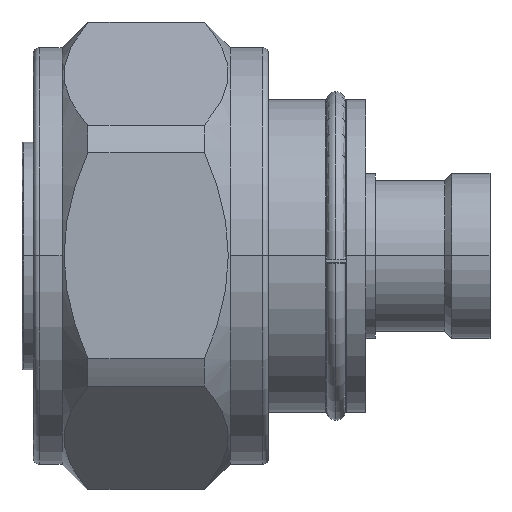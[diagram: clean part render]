
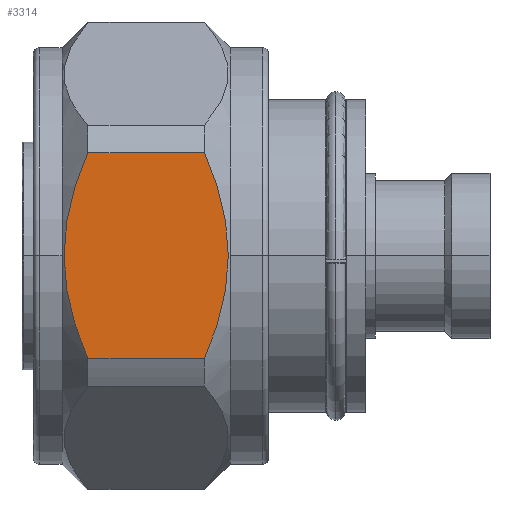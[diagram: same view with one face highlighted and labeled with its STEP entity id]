
A CAD part, top view. The second image highlights one B-rep face of the part: STEP entity #3314.
In plain terms, the highlighted planar face has unit normal (0, 0, 1).
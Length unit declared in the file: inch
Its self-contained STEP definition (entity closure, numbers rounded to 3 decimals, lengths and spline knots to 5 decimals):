
#263 = EDGE_CURVE ( 'NONE', #3404, #2150, #4457, .T. ) ;
#288 = CARTESIAN_POINT ( 'NONE',  ( 0.12792, 0.19428, 0.43307 ) ) ;
#301 = CARTESIAN_POINT ( 'NONE',  ( 0.10024, 0.10949, 0.43307 ) ) ;
#343 = ORIENTED_EDGE ( 'NONE', *, *, #263, .T. ) ;
#350 = VERTEX_POINT ( 'NONE', #4439 ) ;
#385 = CARTESIAN_POINT ( 'NONE',  ( 0.4121, 0.10731, 0.43307 ) ) ;
#397 = CARTESIAN_POINT ( 'NONE',  ( 0.37598, 0.21224, 0.43307 ) ) ;
#464 = B_SPLINE_CURVE_WITH_KNOTS ( 'NONE', 3,
 ( #3991, #288, #2955, #2008, #4170, #1313, #2051, #2723, #301, #3419, #1714, #3103, #2069 ),
 .UNSPECIFIED., .F., .F.,
 ( 4, 1, 1, 1, 1, 1, 2, 2, 4 ),
 ( 0., 0.25, 0.375, 0.4375, 0.46875, 0.48437, 0.49219, 0.5, 1. ),
 .UNSPECIFIED. ) ;
#545 = CARTESIAN_POINT ( 'NONE',  ( 0.09989, -0.10806, 0.43307 ) ) ;
#603 = CARTESIAN_POINT ( 'NONE',  ( 0.41128, -0.11066, 0.43307 ) ) ;
#702 = VECTOR ( 'NONE', #4019, 39.37008 ) ;
#759 = DIRECTION ( 'NONE',  ( -1., 0., 0. ) ) ;
#765 = CARTESIAN_POINT ( 'NONE',  ( 0.41195, 0.10793, 0.43307 ) ) ;
#921 = CARTESIAN_POINT ( 'NONE',  ( 0.08829, -0.04475, 0.43307 ) ) ;
#942 = VERTEX_POINT ( 'NONE', #1725 ) ;
#962 = CARTESIAN_POINT ( 'NONE',  ( 0.40997, -0.11587, 0.43307 ) ) ;
#1141 = EDGE_CURVE ( 'NONE', #350, #3404, #3895, .T. ) ;
#1276 = CARTESIAN_POINT ( 'NONE',  ( 0.02362, -0.21224, 0.43307 ) ) ;
#1313 = CARTESIAN_POINT ( 'NONE',  ( 0.10181, 0.11575, 0.43307 ) ) ;
#1314 = CARTESIAN_POINT ( 'NONE',  ( 0.39428, -0.16789, 0.43307 ) ) ;
#1344 = CARTESIAN_POINT ( 'NONE',  ( 0.02362, 0.21224, 0.43307 ) ) ;
#1345 = DIRECTION ( 'NONE',  ( 0., 0., 1. ) ) ;
#1409 = CARTESIAN_POINT ( 'NONE',  ( 0.37598, 0.21224, 0.43307 ) ) ;
#1462 = EDGE_CURVE ( 'NONE', #4176, #942, #2088, .T. ) ;
#1540 = CARTESIAN_POINT ( 'NONE',  ( 0.13583, -0.21224, 0.43307 ) ) ;
#1606 = CARTESIAN_POINT ( 'NONE',  ( 0.03543, 0.25003, 0.43307 ) ) ;
#1620 = CARTESIAN_POINT ( 'NONE',  ( 0.41089, -0.11222, 0.43307 ) ) ;
#1663 = VECTOR ( 'NONE', #759, 39.37008 ) ;
#1664 = CARTESIAN_POINT ( 'NONE',  ( 0.41165, -0.10916, 0.43307 ) ) ;
#1695 = DIRECTION ( 'NONE',  ( 1., 0., 0. ) ) ;
#1714 = CARTESIAN_POINT ( 'NONE',  ( 0.09107, 0.07176, 0.43307 ) ) ;
#1725 = CARTESIAN_POINT ( 'NONE',  ( 0.13583, 0.21224, 0.43307 ) ) ;
#1772 = CARTESIAN_POINT ( 'NONE',  ( 0.41238, 0.10616, 0.43307 ) ) ;
#1789 = CARTESIAN_POINT ( 'NONE',  ( 0.4252, 0.0178, 0.43307 ) ) ;
#1876 = CARTESIAN_POINT ( 'NONE',  ( 0.1081, -0.1418, 0.43307 ) ) ;
#1934 = CARTESIAN_POINT ( 'NONE',  ( 0.09974, -0.10743, 0.43307 ) ) ;
#1979 = EDGE_CURVE ( 'NONE', #2150, #2569, #4371, .T. ) ;
#1995 = CARTESIAN_POINT ( 'NONE',  ( 0.40388, -0.13795, 0.43307 ) ) ;
#2008 = CARTESIAN_POINT ( 'NONE',  ( 0.10791, 0.13785, 0.43307 ) ) ;
#2017 = AXIS2_PLACEMENT_3D ( 'NONE', #1606, #1345, #1695 ) ;
#2051 = CARTESIAN_POINT ( 'NONE',  ( 0.10089, 0.1121, 0.43307 ) ) ;
#2069 = CARTESIAN_POINT ( 'NONE',  ( 0.08661, 0., 0.43307 ) ) ;
#2088 = LINE ( 'NONE', #1344, #1663 ) ;
#2150 = VERTEX_POINT ( 'NONE', #2171 ) ;
#2171 = CARTESIAN_POINT ( 'NONE',  ( 0.37598, -0.21224, 0.43307 ) ) ;
#2174 = CARTESIAN_POINT ( 'NONE',  ( 0.3918, 0.1763, 0.43307 ) ) ;
#2227 = B_SPLINE_CURVE_WITH_KNOTS ( 'NONE', 3,
 ( #3495, #1789, #3155, #4271, #4255, #3867, #4239, #1772, #385, #765, #3219, #2174, #1409 ),
 .UNSPECIFIED., .F., .F.,
 ( 4, 1, 1, 1, 1, 1, 2, 2, 4 ),
 ( 0., 0.25, 0.375, 0.4375, 0.46875, 0.48437, 0.49219, 0.5, 1. ),
 .UNSPECIFIED. ) ;
#2304 = CARTESIAN_POINT ( 'NONE',  ( 0.09813, -0.10055, 0.43307 ) ) ;
#2336 = ORIENTED_EDGE ( 'NONE', *, *, #1141, .T. ) ;
#2496 = CARTESIAN_POINT ( 'NONE',  ( 0.4252, 0., 0.43307 ) ) ;
#2557 = CARTESIAN_POINT ( 'NONE',  ( 0.13583, -0.21224, 0.43307 ) ) ;
#2569 = VERTEX_POINT ( 'NONE', #2496 ) ;
#2608 = CARTESIAN_POINT ( 'NONE',  ( 0.09906, -0.10456, 0.43307 ) ) ;
#2712 = CARTESIAN_POINT ( 'NONE',  ( 0.42073, -0.07184, 0.43307 ) ) ;
#2723 = CARTESIAN_POINT ( 'NONE',  ( 0.1005, 0.11053, 0.43307 ) ) ;
#2943 = ORIENTED_EDGE ( 'NONE', *, *, #1979, .T. ) ;
#2955 = CARTESIAN_POINT ( 'NONE',  ( 0.11751, 0.16784, 0.43307 ) ) ;
#3003 = CARTESIAN_POINT ( 'NONE',  ( 0.08661, -0.01782, 0.43307 ) ) ;
#3014 = CARTESIAN_POINT ( 'NONE',  ( 0.37598, -0.21224, 0.43307 ) ) ;
#3103 = CARTESIAN_POINT ( 'NONE',  ( 0.08661, 0.03561, 0.43307 ) ) ;
#3155 = CARTESIAN_POINT ( 'NONE',  ( 0.42353, 0.0447, 0.43307 ) ) ;
#3219 = CARTESIAN_POINT ( 'NONE',  ( 0.40375, 0.14171, 0.43307 ) ) ;
#3314 = ADVANCED_FACE ( 'NONE', ( #3391 ), #3344, .T. ) ;
#3344 = PLANE ( 'NONE',  #2017 ) ;
#3391 = FACE_OUTER_BOUND ( 'NONE', #3515, .T. ) ;
#3404 = VERTEX_POINT ( 'NONE', #2557 ) ;
#3419 = CARTESIAN_POINT ( 'NONE',  ( 0.10013, 0.10903, 0.43307 ) ) ;
#3493 = EDGE_CURVE ( 'NONE', #942, #350, #464, .T. ) ;
#3495 = CARTESIAN_POINT ( 'NONE',  ( 0.4252, 0., 0.43307 ) ) ;
#3515 = EDGE_LOOP ( 'NONE', ( #4084, #2336, #343, #2943, #4304, #3788 ) ) ;
#3616 = CARTESIAN_POINT ( 'NONE',  ( 0.09947, -0.10629, 0.43307 ) ) ;
#3663 = CARTESIAN_POINT ( 'NONE',  ( 0.08661, 0., 0.43307 ) ) ;
#3708 = CARTESIAN_POINT ( 'NONE',  ( 0.38388, -0.1943, 0.43307 ) ) ;
#3788 = ORIENTED_EDGE ( 'NONE', *, *, #1462, .T. ) ;
#3867 = CARTESIAN_POINT ( 'NONE',  ( 0.41371, 0.10043, 0.43307 ) ) ;
#3895 = B_SPLINE_CURVE_WITH_KNOTS ( 'NONE', 3,
 ( #3663, #3003, #921, #4025, #4041, #2304, #2608, #3616, #1934, #545, #1876, #4391, #1540 ),
 .UNSPECIFIED., .F., .F.,
 ( 4, 1, 1, 1, 1, 1, 2, 2, 4 ),
 ( 0., 0.25, 0.375, 0.4375, 0.46875, 0.48438, 0.49219, 0.5, 1. ),
 .UNSPECIFIED. ) ;
#3991 = CARTESIAN_POINT ( 'NONE',  ( 0.13583, 0.21224, 0.43307 ) ) ;
#4019 = DIRECTION ( 'NONE',  ( 1., 0., 0. ) ) ;
#4025 = CARTESIAN_POINT ( 'NONE',  ( 0.09318, -0.07655, 0.43307 ) ) ;
#4041 = CARTESIAN_POINT ( 'NONE',  ( 0.09635, -0.09253, 0.43307 ) ) ;
#4042 = EDGE_CURVE ( 'NONE', #2569, #4176, #2227, .T. ) ;
#4065 = CARTESIAN_POINT ( 'NONE',  ( 0.4252, 0., 0.43307 ) ) ;
#4084 = ORIENTED_EDGE ( 'NONE', *, *, #3493, .T. ) ;
#4112 = CARTESIAN_POINT ( 'NONE',  ( 0.4252, -0.03565, 0.43307 ) ) ;
#4170 = CARTESIAN_POINT ( 'NONE',  ( 0.10374, 0.12308, 0.43307 ) ) ;
#4176 = VERTEX_POINT ( 'NONE', #397 ) ;
#4239 = CARTESIAN_POINT ( 'NONE',  ( 0.41278, 0.10444, 0.43307 ) ) ;
#4255 = CARTESIAN_POINT ( 'NONE',  ( 0.41548, 0.09242, 0.43307 ) ) ;
#4271 = CARTESIAN_POINT ( 'NONE',  ( 0.41865, 0.07646, 0.43307 ) ) ;
#4304 = ORIENTED_EDGE ( 'NONE', *, *, #4042, .T. ) ;
#4371 = B_SPLINE_CURVE_WITH_KNOTS ( 'NONE', 3,
 ( #3014, #3708, #1314, #1995, #4442, #962, #1620, #603, #4427, #1664, #2712, #4112, #4065 ),
 .UNSPECIFIED., .F., .F.,
 ( 4, 1, 1, 1, 1, 1, 2, 2, 4 ),
 ( 0., 0.25, 0.375, 0.4375, 0.46875, 0.48438, 0.49219, 0.5, 1. ),
 .UNSPECIFIED. ) ;
#4391 = CARTESIAN_POINT ( 'NONE',  ( 0.12003, -0.17635, 0.43307 ) ) ;
#4427 = CARTESIAN_POINT ( 'NONE',  ( 0.41154, -0.10962, 0.43307 ) ) ;
#4439 = CARTESIAN_POINT ( 'NONE',  ( 0.08661, 0., 0.43307 ) ) ;
#4442 = CARTESIAN_POINT ( 'NONE',  ( 0.40805, -0.12319, 0.43307 ) ) ;
#4457 = LINE ( 'NONE', #1276, #702 ) ;
